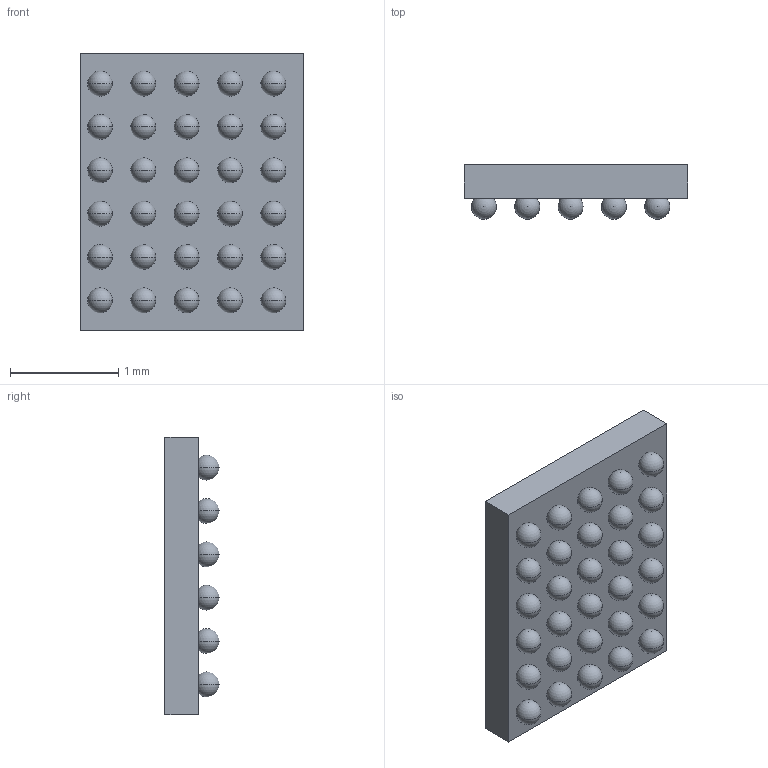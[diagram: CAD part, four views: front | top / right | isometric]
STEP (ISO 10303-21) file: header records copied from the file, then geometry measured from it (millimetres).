
FILE_DESCRIPTION (( 'STEP AP214' ), '1' );
FILE_NAME ('YZ30.STEP', '2024-01-16T16:52:52', ( '' ), ( '' ), 'SwSTEP 2.0', 'SolidWorks 2021', '' );
FILE_SCHEMA (( 'AUTOMOTIVE_DESIGN' ));
Length unit declared in the file: millimetre
Products named in the file (1): YZ30
Bounding box: 2.06 x 0.5 x 2.56 mm (x, y, z)
Volume: 1.8 mm3; surface area: 18.5 mm2
Topology: 32 solids, 32 shells, 103 faces, 294 edges, 196 vertices
Faces by surface type: sphere 60, plane 39, cylinder 4
Entity records: 2619 total; most frequent: DIRECTION 480, CARTESIAN_POINT 354, ORIENTED_EDGE 288, AXIS2_PLACEMENT_3D 232, EDGE_CURVE 144, CIRCLE 128, VERTEX_POINT 106, EDGE_LOOP 104
